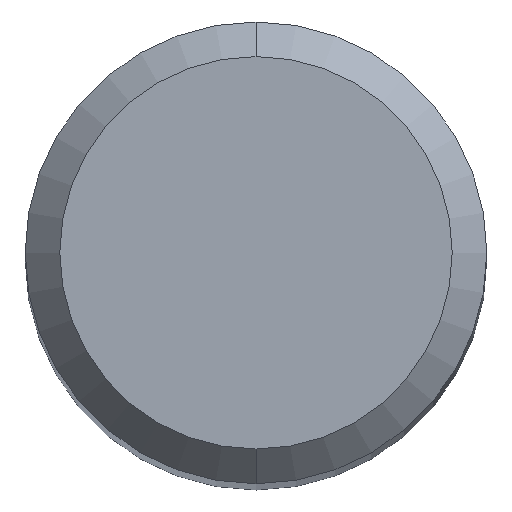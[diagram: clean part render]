
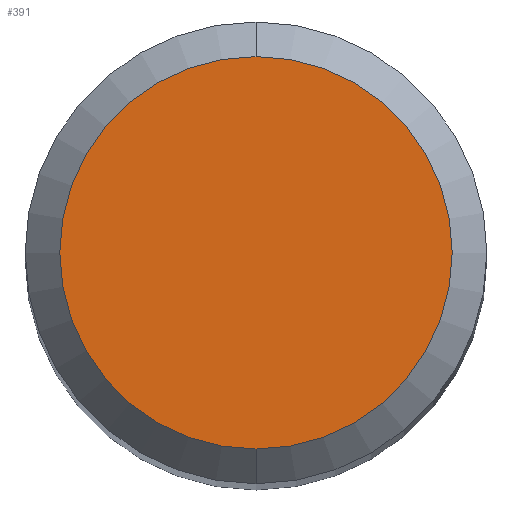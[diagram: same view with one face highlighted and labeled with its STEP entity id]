
A CAD part, top view. The second image highlights one B-rep face of the part: STEP entity #391.
In plain terms, the highlighted planar face has unit normal (0, 0, 1).
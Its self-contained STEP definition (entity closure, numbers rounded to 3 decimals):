
#391=ADVANCED_FACE('',(#1075),#1076,.T.);
#703=EDGE_CURVE('',#961,#835,#1412,.T.);
#835=VERTEX_POINT('',#1551);
#961=VERTEX_POINT('',#1693);
#1003=EDGE_CURVE('',#835,#961,#1741,.T.);
#1075=FACE_OUTER_BOUND('',#2097,.T.);
#1076=PLANE('',#2098);
#1412=CIRCLE('',#3682,1.7);
#1551=CARTESIAN_POINT('',(0.,-1.7,0.0));
#1693=CARTESIAN_POINT('',(0.0,1.7,0.0));
#1741=CIRCLE('',#5381,1.7);
#2097=EDGE_LOOP('',(#5551,#5552));
#2098=AXIS2_PLACEMENT_3D('',#5553,#5554,#5555);
#3682=AXIS2_PLACEMENT_3D('',#5844,#5845,#5846);
#5381=AXIS2_PLACEMENT_3D('',#6228,#6229,#6230);
#5551=ORIENTED_EDGE('',*,*,#703,.F.);
#5552=ORIENTED_EDGE('',*,*,#1003,.F.);
#5553=CARTESIAN_POINT('',(0.0,0.85,0.0));
#5554=DIRECTION('',(-0.0,0.0,1.0));
#5555=DIRECTION('',(0.0,-1.0,0.0));
#5844=CARTESIAN_POINT('',(0.0,0.0,0.0));
#5845=DIRECTION('',(0.0,0.0,-1.0));
#5846=DIRECTION('',(0.0,1.0,0.0));
#6228=CARTESIAN_POINT('',(0.0,0.0,0.0));
#6229=DIRECTION('',(0.0,0.0,-1.0));
#6230=DIRECTION('',(0.0,1.0,0.0));
